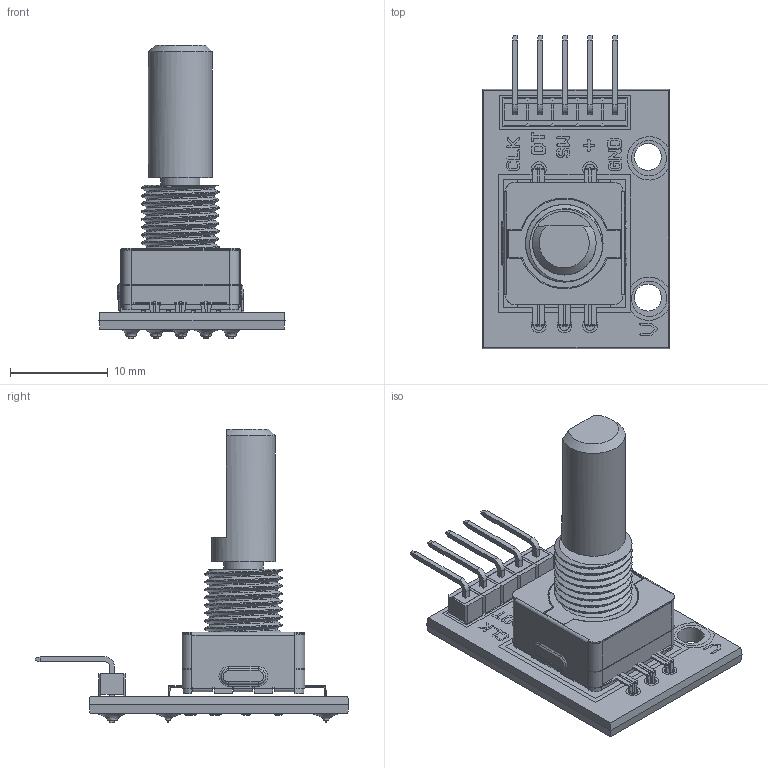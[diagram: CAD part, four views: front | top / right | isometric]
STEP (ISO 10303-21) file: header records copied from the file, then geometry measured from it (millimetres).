
FILE_DESCRIPTION(/* description */ (''),/* implementation_level */ '2;1');
FILE_NAME(/* name */ 'Rotary Sensor v32.step',/* time_stamp */ '2021-05-13T22:57:26+05:00',/* author */ (''),/* organization */ (''),/* preprocessor_version */ 'ST-DEVELOPER v18.1',/* originating_system */ 'Autodesk Translation Framework v9.10.0.1330',/* authorisation */ '');
FILE_SCHEMA (('AUTOMOTIVE_DESIGN { 1 0 10303 214 3 1 1 }'));
Length unit declared in the file: millimetre
Products named in the file (18): Rotary Sensor; PCB; Shaft  (1); Sheet Metal top; Cover; Sensor Rotary; Circuit pin (2); Circuit pin (3); Connector; Sensor; Circuit pin (5); Circuit pin (4); Connector Pin (3); Connector Pin (4); Connector Pin (2); Connector Pin (1); Circuit pin (1) ; Connector Pin
Assembly tree (17 placements, depth 2):
  Rotary Sensor
    PCB
    Shaft  (1)
    Sheet Metal top
    Cover
    Sensor Rotary
    Circuit pin (2)
    Circuit pin (3)
    Connector
    Sensor
    Circuit pin (5)
    Circuit pin (4)
    Connector Pin (3)
    Connector Pin (4)
    Connector Pin (2)
    Connector Pin (1)
    Circuit pin (1) 
    Connector Pin
Bounding box: 19 x 32 x 30 mm (x, y, z)
Volume: 2308.2 mm3; surface area: 4479 mm2
Topology: 17 solids, 17 shells, 835 faces, 2539 edges, 1804 vertices
Faces by surface type: plane 577, cylinder 140, bspline 102, cone 8, torus 8
Full cylindrical faces by diameter (mm): 1 x5, 1.5 x1, 2.75 x2, 4 x3, 6.5 x1, 6.984 x3, 7.901 x5
Entity records: 33513 total; most frequent: CARTESIAN_POINT 9820, ORIENTED_EDGE 5078, DIRECTION 4412, EDGE_CURVE 2539, VERTEX_POINT 1804, LINE 1788, VECTOR 1788, AXIS2_PLACEMENT_3D 1312
